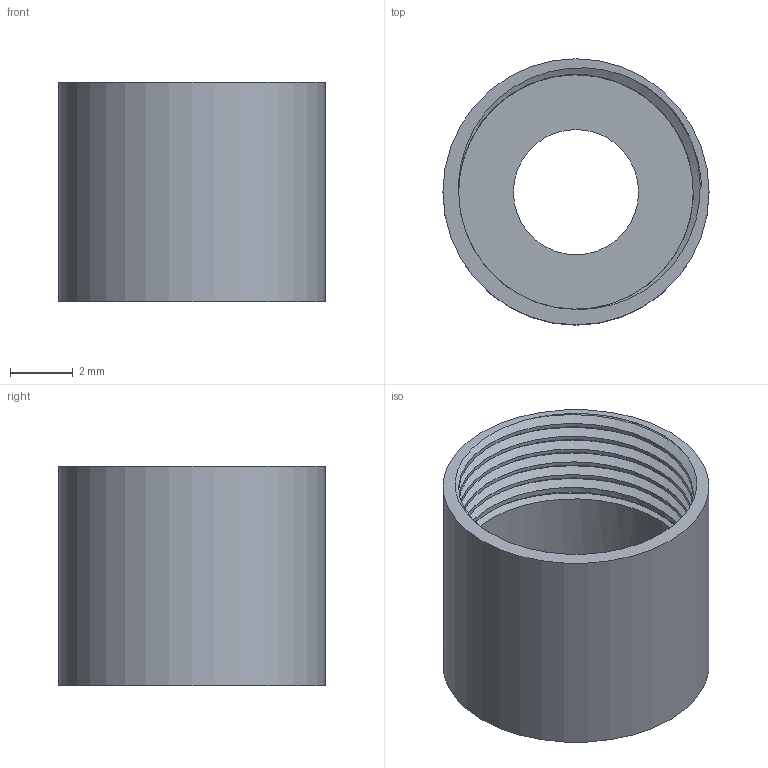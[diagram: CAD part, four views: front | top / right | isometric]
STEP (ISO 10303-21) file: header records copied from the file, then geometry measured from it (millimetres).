
FILE_DESCRIPTION(/* description */ ('STEP AP242 Edition 2','CAx-IF Rec.Pracs.---Representation and Presentation of Product Manufacturing Information (PMI)---4.0---2014-10-13','CAx-IF Rec.Pracs.---3D Tessellated Geometry---0.4---2014-09-14','2;1','CAx-IF Rec.Pracs.---User Defined Attributes---1.5---2016-08-15'),/* implementation_level */ '2;1');
FILE_NAME(/* name */ '6921c86e53e34175bda26d95',/* time_stamp */ '2025-11-22T14:27:58Z',/* author */ (''),/* organization */ (''),/* preprocessor_version */ 'ST-DEVELOPER v20',/* originating_system */ 'ONSHAPE BY PTC INC, 1.207',/* authorisation */ ' ');
FILE_SCHEMA (('AP242_MANAGED_MODEL_BASED_3D_ENGINEERING_MIM_LF { 1 0 10303 442 3 1 4 }'));
Length unit declared in the file: metre
Products named in the file (1): Part 1
Bounding box: 8.5 x 8.5 x 7 mm (x, y, z)
Volume: 95.1 mm3; surface area: 482.7 mm2
Topology: 1 solids, 1 shells, 20 faces, 47 edges, 30 vertices
Faces by surface type: cylinder 10, bspline 6, plane 4
Full cylindrical faces by diameter (mm): 4 x1, 7.5 x7, 8.5 x1
Entity records: 1603 total; most frequent: CARTESIAN_POINT 1349, ORIENTED_EDGE 48, DIRECTION 38, EDGE_CURVE 24, EDGE_LOOP 19, FACE_BOUND 19, VERTEX_POINT 17, AXIS2_PLACEMENT_3D 17
